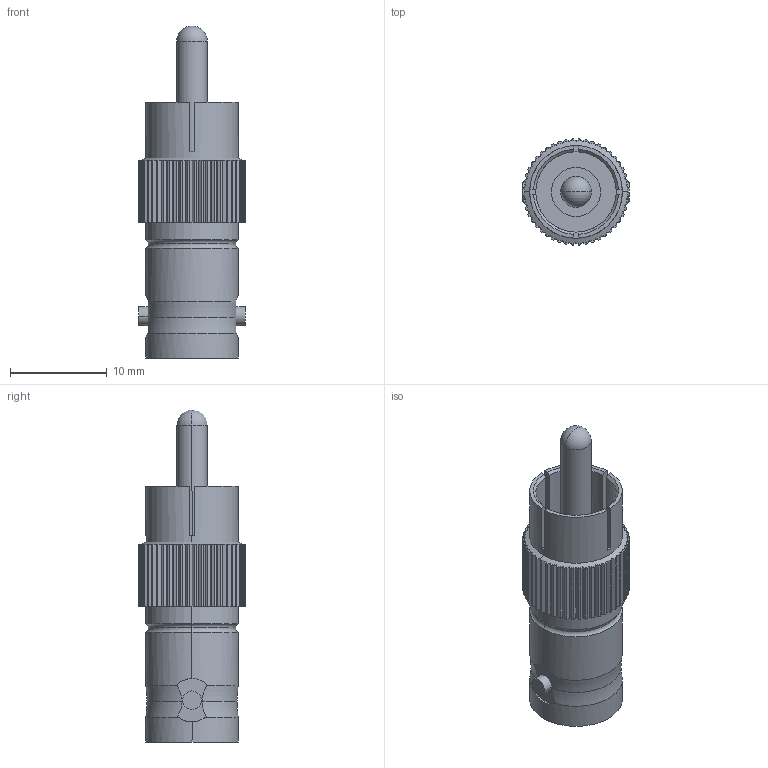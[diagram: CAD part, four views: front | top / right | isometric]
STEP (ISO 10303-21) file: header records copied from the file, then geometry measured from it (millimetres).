
FILE_DESCRIPTION (( 'STEP AP214' ), '1' );
FILE_NAME ('User Library-RCA to BNC connector.STEP', '2021-11-23T05:00:32', ( '' ), ( '' ), 'SwSTEP 2.0', 'SolidWorks 2021', '' );
FILE_SCHEMA (( 'AUTOMOTIVE_DESIGN' ));
Length unit declared in the file: inch
Products named in the file (1): User Library-RCA to BNC connector
Bounding box: 11.05 x 10.99 x 34.39 mm (x, y, z)
Volume: 1386.1 mm3; surface area: 1733.1 mm2
Topology: 1 solids, 1 shells, 286 faces, 816 edges, 538 vertices
Faces by surface type: plane 187, cylinder 79, torus 10, cone 8, sphere 2
Entity records: 9641 total; most frequent: CARTESIAN_POINT 2059, ORIENTED_EDGE 1624, DIRECTION 1515, EDGE_CURVE 812, AXIS2_PLACEMENT_3D 540, VERTEX_POINT 536, LINE 435, VECTOR 435
